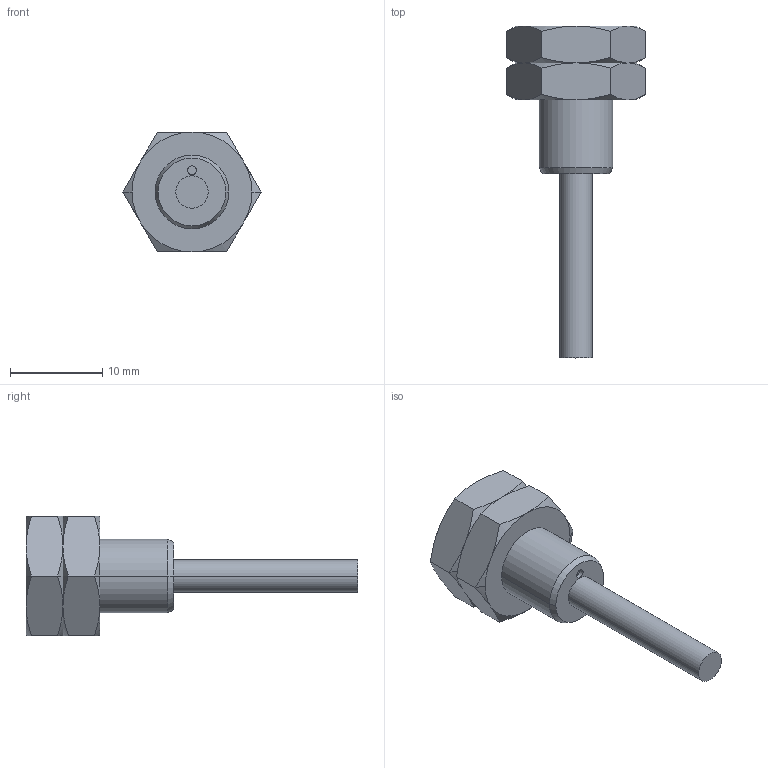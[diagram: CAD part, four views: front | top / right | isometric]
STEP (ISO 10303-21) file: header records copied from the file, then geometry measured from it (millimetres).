
FILE_DESCRIPTION(('STEP AP203'),'1');
FILE_NAME(' ',' ',('TraceParts'),('TraceParts S.A.'),'XStep 1.0',' ',' ');
FILE_SCHEMA(('CONFIG_CONTROL_DESIGN'));
Length unit declared in the file: millimetre
Products named in the file (3): 1; 2; 3
Bounding box: 15.01 x 36 x 13 mm (x, y, z)
Volume: 1811.4 mm3; surface area: 1627.2 mm2
Topology: 3 solids, 3 shells, 74 faces, 154 edges, 88 vertices
Faces by surface type: cone 44, plane 20, cylinder 10
Entity records: 2118 total; most frequent: CARTESIAN_POINT 511, DIRECTION 324, ORIENTED_EDGE 308, EDGE_CURVE 154, AXIS2_PLACEMENT_3D 141, VERTEX_POINT 88, EDGE_LOOP 80, ADVANCED_FACE 74
